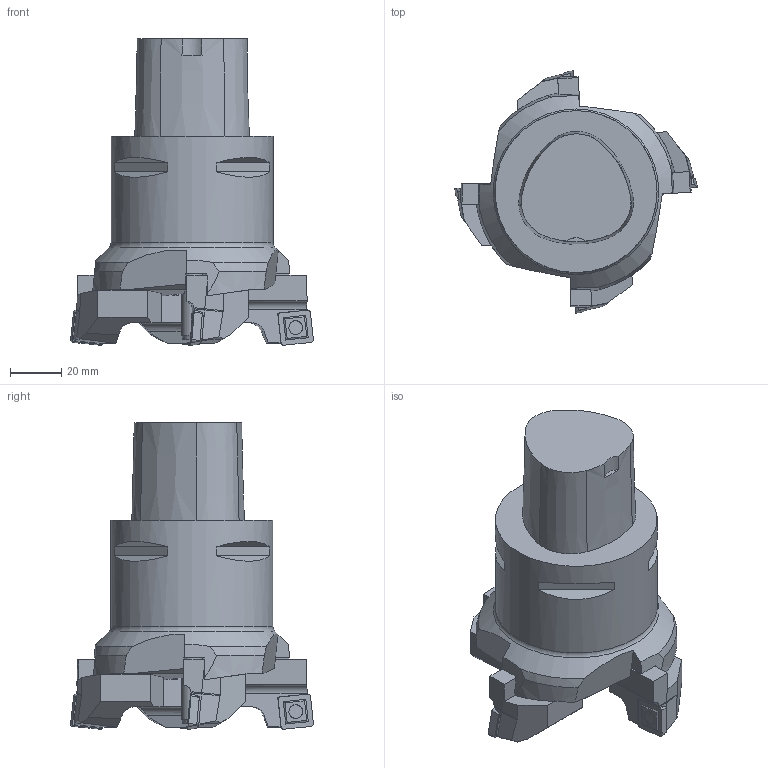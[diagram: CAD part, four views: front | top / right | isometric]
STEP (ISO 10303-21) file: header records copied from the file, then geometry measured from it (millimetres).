
FILE_DESCRIPTION(/* description */ (''),/* implementation_level */ '2;1');
FILE_NAME(/* name */ '1547116199455.stp',/* time_stamp */ '2019-01-10T11:30:16+01:00',/* author */ (''),/* organization */ ('SMS'),/* preprocessor_version */ 'ST-DEVELOPER v15',/* originating_system */ 'SIEMENS PLM Software NX 8.5',/* authorisation */ '');
FILE_SCHEMA (('AUTOMOTIVE_DESIGN { 1 0 10303 214 3 1 1 1 }'));
Length unit declared in the file: millimetre
Products named in the file (7): ASSEMBLY_CONSTRUCTION; 201012610mod000_00; 201023914mod000_00; 202012672mod000_00; 201023932mod000_01; 202015249mod000_00
Assembly tree (9 placements, depth 3):
  202015249mod000_00
    202012672mod000_00
    201023932mod000_01  x4
      201023914mod000_00
      201012610mod000_00
      ASSEMBLY_CONSTRUCTION
    ASSEMBLY_CONSTRUCTION
Bounding box: 94.42 x 94.46 x 119.21 mm (x, y, z)
Volume: 292711.1 mm3; surface area: 43188.8 mm2
Topology: 9 solids, 9 shells, 366 faces, 989 edges, 699 vertices
Faces by surface type: plane 249, cone 52, torus 33, cylinder 32
Full cylindrical faces by diameter (mm): 4 x8, 8.011 x1, 23 x1, 63 x1
Entity records: 5043 total; most frequent: CARTESIAN_POINT 968, DIRECTION 797, ORIENTED_EDGE 764, EDGE_CURVE 382, AXIS2_PLACEMENT_3D 275, VERTEX_POINT 271, LINE 247, VECTOR 247
